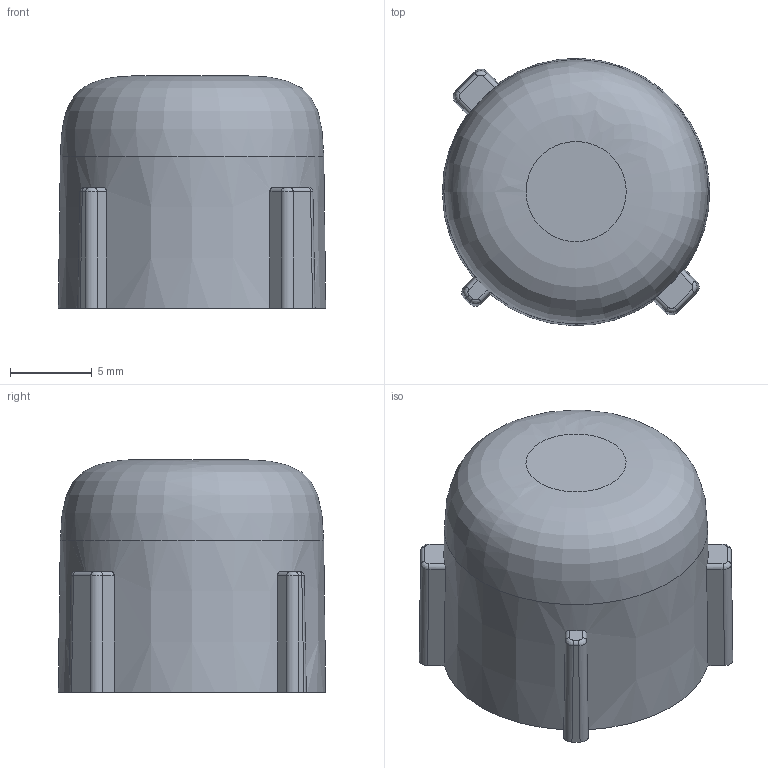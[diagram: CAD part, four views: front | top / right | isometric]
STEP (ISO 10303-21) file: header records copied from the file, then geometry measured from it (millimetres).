
FILE_DESCRIPTION(/* description */ (''),/* implementation_level */ '2;1');
FILE_NAME(/* name */ 'HHL A Baldie.step',/* time_stamp */ '2023-01-19T18:37:27-08:00',/* author */ (''),/* organization */ (''),/* preprocessor_version */ 'ST-DEVELOPER v19.2',/* originating_system */ 'Autodesk Translation Framework v11.17.0.187',/* authorisation */ '');
FILE_SCHEMA (('AUTOMOTIVE_DESIGN { 1 0 10303 214 3 1 1 }'));
Length unit declared in the file: millimetre
Products named in the file (1): HHL A Baldie
Bounding box: 16.37 x 16.36 x 14.25 mm (x, y, z)
Volume: 1050 mm3; surface area: 2234.1 mm2
Topology: 1 solids, 1 shells, 93 faces, 249 edges, 160 vertices
Faces by surface type: plane 38, bspline 25, cylinder 23, cone 7
Entity records: 4201 total; most frequent: CARTESIAN_POINT 2065, ORIENTED_EDGE 498, DIRECTION 356, EDGE_CURVE 249, VERTEX_POINT 160, AXIS2_PLACEMENT_3D 134, EDGE_LOOP 95, FACE_OUTER_BOUND 93
